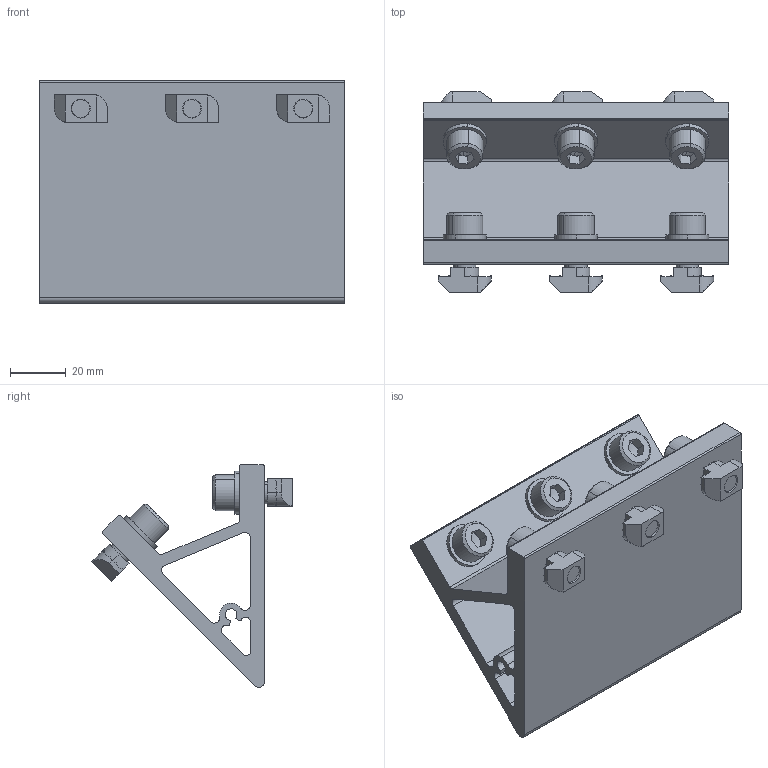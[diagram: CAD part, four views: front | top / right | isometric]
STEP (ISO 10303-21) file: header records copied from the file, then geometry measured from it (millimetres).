
FILE_DESCRIPTION (( 'STEP AP203' ), '1' );
FILE_NAME ('3.31.80.40.120.ST.STEP', '2014-06-25T01:23:59', ( 'USER' ), ( 'Microsoft' ), 'SwSTEP 2.0', 'SolidWorks 2012', '' );
FILE_SCHEMA (( 'CONFIG_CONTROL_DESIGN' ));
Length unit declared in the file: millimetre
Products named in the file (1): 3.31.80.40.120.ST
Bounding box: 110 x 72.1 x 80 mm (x, y, z)
Surface area: 58169.1 mm2 (no closed solid volume)
Topology: 0 solids, 25 shells, 329 faces, 1090 edges, 748 vertices
Faces by surface type: plane 187, cylinder 96, cone 46
Entity records: 11798 total; most frequent: CARTESIAN_POINT 2458, DIRECTION 1965, ORIENTED_EDGE 1752, EDGE_CURVE 1078, VERTEX_POINT 748, VECTOR 663, LINE 663, AXIS2_PLACEMENT_3D 651
